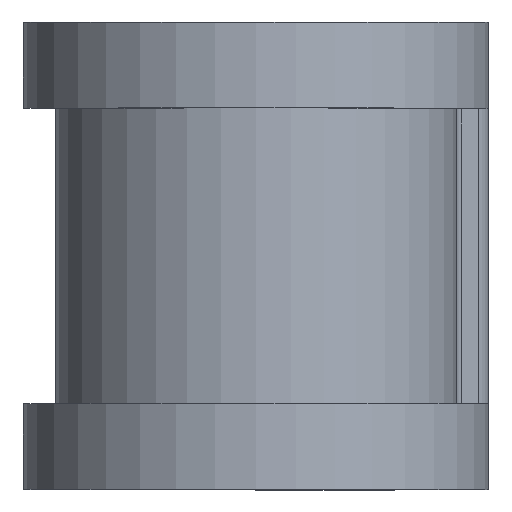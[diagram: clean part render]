
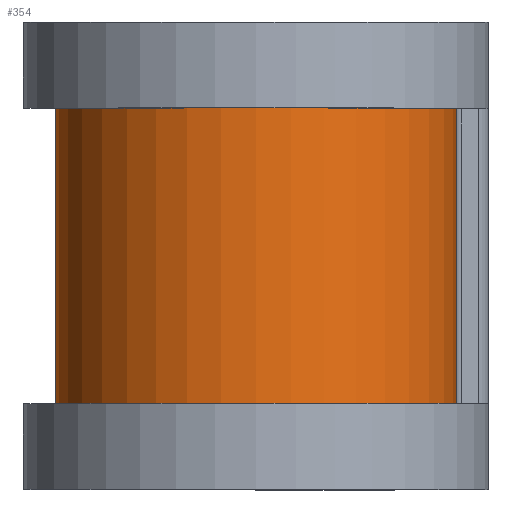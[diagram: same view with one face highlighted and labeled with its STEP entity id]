
A CAD part, top view. The second image highlights one B-rep face of the part: STEP entity #354.
In plain terms, the highlighted cylindrical face has radius 9.474 mm (diameter 18.948 mm), a partial arc.
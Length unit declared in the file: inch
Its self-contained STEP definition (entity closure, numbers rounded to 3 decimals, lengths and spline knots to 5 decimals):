
#60 = DIRECTION ( 'NONE',  ( 0., 0., -1. ) ) ;
#175 = CARTESIAN_POINT ( 'NONE',  ( 0., 0.375, 0. ) ) ;
#184 = CARTESIAN_POINT ( 'NONE',  ( 0.373, 0.375, 0. ) ) ;
#230 = CARTESIAN_POINT ( 'NONE',  ( 0.373, -0.275, 0. ) ) ;
#329 = DIRECTION ( 'NONE',  ( 0., -1., 0. ) ) ;
#332 = ORIENTED_EDGE ( 'NONE', *, *, #1679, .F. ) ;
#354 = ADVANCED_FACE ( 'NONE', ( #629 ), #948, .T. ) ;
#363 = CARTESIAN_POINT ( 'NONE',  ( 0., 0.375, -0.373 ) ) ;
#439 = ORIENTED_EDGE ( 'NONE', *, *, #711, .F. ) ;
#468 = VERTEX_POINT ( 'NONE', #1246 ) ;
#597 = CIRCLE ( 'NONE', #727, 0.373 ) ;
#629 = FACE_OUTER_BOUND ( 'NONE', #990, .T. ) ;
#649 = VERTEX_POINT ( 'NONE', #1458 ) ;
#668 = AXIS2_PLACEMENT_3D ( 'NONE', #681, #1588, #821 ) ;
#681 = CARTESIAN_POINT ( 'NONE',  ( 0., 0.275, 0. ) ) ;
#711 = EDGE_CURVE ( 'NONE', #1581, #1627, #1580, .T. ) ;
#727 = AXIS2_PLACEMENT_3D ( 'NONE', #816, #1744, #957 ) ;
#765 = DIRECTION ( 'NONE',  ( 0., -1., 0. ) ) ;
#786 = ORIENTED_EDGE ( 'NONE', *, *, #1544, .T. ) ;
#816 = CARTESIAN_POINT ( 'NONE',  ( 0., -0.275, 0. ) ) ;
#821 = DIRECTION ( 'NONE',  ( 0., 0., -1. ) ) ;
#843 = AXIS2_PLACEMENT_3D ( 'NONE', #175, #765, #60 ) ;
#948 = CYLINDRICAL_SURFACE ( 'NONE', #843, 0.373 ) ;
#957 = DIRECTION ( 'NONE',  ( 0., 0., -1. ) ) ;
#966 = CIRCLE ( 'NONE', #668, 0.373 ) ;
#990 = EDGE_LOOP ( 'NONE', ( #439, #1752, #786, #332 ) ) ;
#1161 = VECTOR ( 'NONE', #1304, 39.37008 ) ;
#1168 = VECTOR ( 'NONE', #329, 39.37008 ) ;
#1246 = CARTESIAN_POINT ( 'NONE',  ( 0., -0.275, -0.373 ) ) ;
#1304 = DIRECTION ( 'NONE',  ( 0., -1., 0. ) ) ;
#1389 = EDGE_CURVE ( 'NONE', #1581, #649, #966, .T. ) ;
#1440 = LINE ( 'NONE', #363, #1161 ) ;
#1458 = CARTESIAN_POINT ( 'NONE',  ( 0., 0.275, -0.373 ) ) ;
#1544 = EDGE_CURVE ( 'NONE', #649, #468, #1440, .T. ) ;
#1570 = CARTESIAN_POINT ( 'NONE',  ( 0.373, 0.275, 0. ) ) ;
#1580 = LINE ( 'NONE', #184, #1168 ) ;
#1581 = VERTEX_POINT ( 'NONE', #1570 ) ;
#1588 = DIRECTION ( 'NONE',  ( 0., -1., 0. ) ) ;
#1627 = VERTEX_POINT ( 'NONE', #230 ) ;
#1679 = EDGE_CURVE ( 'NONE', #1627, #468, #597, .T. ) ;
#1744 = DIRECTION ( 'NONE',  ( 0., -1., 0. ) ) ;
#1752 = ORIENTED_EDGE ( 'NONE', *, *, #1389, .T. ) ;
